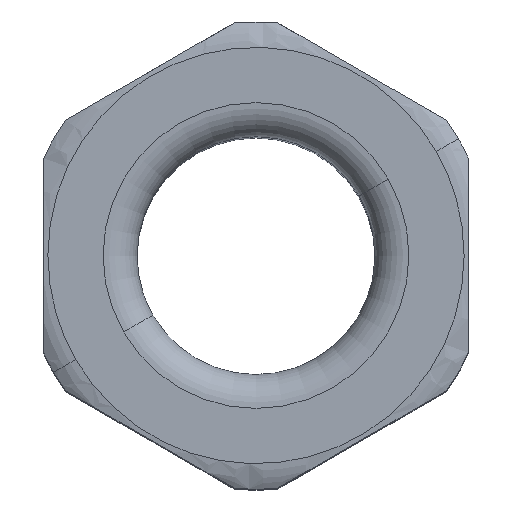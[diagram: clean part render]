
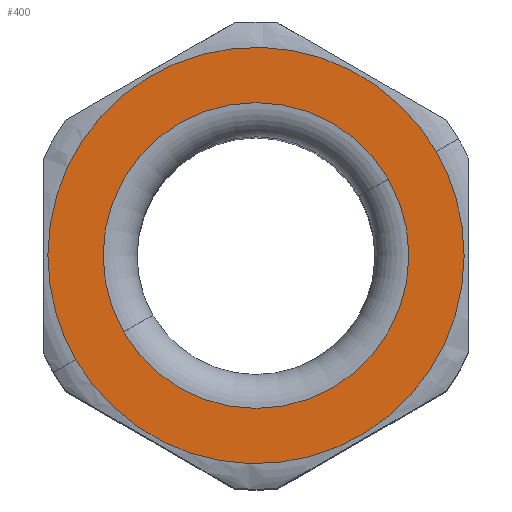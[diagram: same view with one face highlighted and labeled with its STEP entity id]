
A CAD part, top view. The second image highlights one B-rep face of the part: STEP entity #400.
In plain terms, the highlighted planar face has unit normal (0, 0, 1).
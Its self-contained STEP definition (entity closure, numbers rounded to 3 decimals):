
#249=AXIS2_PLACEMENT_3D('Circle Axis2P3D',#247,#248,$) ;
#321=AXIS2_PLACEMENT_3D('Circle Axis2P3D',#319,#320,$) ;
#334=AXIS2_PLACEMENT_3D('Plane Axis2P3D',#331,#332,#333) ;
#244=CARTESIAN_POINT('Vertex',(20.294,18.25,49.)) ;
#247=CARTESIAN_POINT('Axis2P3D Location',(12.5,13.75,49.)) ;
#251=CARTESIAN_POINT('Vertex',(4.706,9.25,49.)) ;
#319=CARTESIAN_POINT('Axis2P3D Location',(12.5,13.75,49.)) ;
#331=CARTESIAN_POINT('Axis2P3D Location',(9.,19.812,49.)) ;
#337=CARTESIAN_POINT('Control Point',(23.109,19.875,49.)) ;
#338=CARTESIAN_POINT('Control Point',(22.509,20.914,49.)) ;
#339=CARTESIAN_POINT('Control Point',(21.781,21.88,49.)) ;
#340=CARTESIAN_POINT('Control Point',(20.938,22.752,49.)) ;
#341=CARTESIAN_POINT('Control Point',(19.057,24.271,49.)) ;
#342=CARTESIAN_POINT('Control Point',(16.864,25.291,49.)) ;
#343=CARTESIAN_POINT('Control Point',(15.71,25.664,49.)) ;
#344=CARTESIAN_POINT('Control Point',(13.335,26.119,49.)) ;
#345=CARTESIAN_POINT('Control Point',(10.92,25.987,49.)) ;
#346=CARTESIAN_POINT('Control Point',(9.727,25.773,49.)) ;
#347=CARTESIAN_POINT('Control Point',(7.417,25.057,49.)) ;
#348=CARTESIAN_POINT('Control Point',(5.348,23.804,49.)) ;
#349=CARTESIAN_POINT('Control Point',(4.396,23.054,49.)) ;
#350=CARTESIAN_POINT('Control Point',(2.694,21.335,49.)) ;
#351=CARTESIAN_POINT('Control Point',(1.458,19.257,49.)) ;
#352=CARTESIAN_POINT('Control Point',(0.971,18.146,49.)) ;
#353=CARTESIAN_POINT('Control Point',(0.279,15.829,49.)) ;
#354=CARTESIAN_POINT('Control Point',(0.166,13.413,49.)) ;
#355=CARTESIAN_POINT('Control Point',(0.258,12.204,49.)) ;
#356=CARTESIAN_POINT('Control Point',(0.597,10.53,49.)) ;
#357=CARTESIAN_POINT('Control Point',(1.214,8.948,49.)) ;
#358=CARTESIAN_POINT('Control Point',(1.417,8.496,49.)) ;
#359=CARTESIAN_POINT('Control Point',(1.643,8.054,49.)) ;
#360=CARTESIAN_POINT('Control Point',(1.891,7.625,49.)) ;
#361=CARTESIAN_POINT('Vertex',(23.109,19.875,49.)) ;
#363=CARTESIAN_POINT('Vertex',(1.891,7.625,49.)) ;
#367=CARTESIAN_POINT('Control Point',(1.891,7.625,49.)) ;
#368=CARTESIAN_POINT('Control Point',(2.491,6.586,49.)) ;
#369=CARTESIAN_POINT('Control Point',(3.219,5.62,49.)) ;
#370=CARTESIAN_POINT('Control Point',(4.062,4.748,49.)) ;
#371=CARTESIAN_POINT('Control Point',(5.943,3.229,49.)) ;
#372=CARTESIAN_POINT('Control Point',(8.136,2.209,49.)) ;
#373=CARTESIAN_POINT('Control Point',(9.29,1.836,49.)) ;
#374=CARTESIAN_POINT('Control Point',(11.665,1.381,49.)) ;
#375=CARTESIAN_POINT('Control Point',(14.08,1.513,49.)) ;
#376=CARTESIAN_POINT('Control Point',(15.273,1.727,49.)) ;
#377=CARTESIAN_POINT('Control Point',(17.583,2.443,49.)) ;
#378=CARTESIAN_POINT('Control Point',(19.652,3.696,49.)) ;
#379=CARTESIAN_POINT('Control Point',(20.604,4.446,49.)) ;
#380=CARTESIAN_POINT('Control Point',(22.306,6.165,49.)) ;
#381=CARTESIAN_POINT('Control Point',(23.542,8.243,49.)) ;
#382=CARTESIAN_POINT('Control Point',(24.029,9.354,49.)) ;
#383=CARTESIAN_POINT('Control Point',(24.721,11.671,49.)) ;
#384=CARTESIAN_POINT('Control Point',(24.834,14.087,49.)) ;
#385=CARTESIAN_POINT('Control Point',(24.742,15.296,49.)) ;
#386=CARTESIAN_POINT('Control Point',(24.403,16.97,49.)) ;
#387=CARTESIAN_POINT('Control Point',(23.786,18.552,49.)) ;
#388=CARTESIAN_POINT('Control Point',(23.583,19.004,49.)) ;
#389=CARTESIAN_POINT('Control Point',(23.357,19.446,49.)) ;
#390=CARTESIAN_POINT('Control Point',(23.109,19.875,49.)) ;
#248=DIRECTION('Axis2P3D Direction',(0.,0.,-1.)) ;
#320=DIRECTION('Axis2P3D Direction',(0.,0.,-1.)) ;
#332=DIRECTION('Axis2P3D Direction',(0.,0.,-1.)) ;
#333=DIRECTION('Axis2P3D XDirection',(-0.866,-0.5,0.)) ;
#393=ORIENTED_EDGE('',*,*,#365,.T.) ;
#394=ORIENTED_EDGE('',*,*,#391,.T.) ;
#397=ORIENTED_EDGE('',*,*,#253,.T.) ;
#398=ORIENTED_EDGE('',*,*,#323,.T.) ;
#399=FACE_BOUND('',#396,.T.) ;
#400=ADVANCED_FACE('Verrundung2',(#395,#399),#335,.F.) ;
#336=B_SPLINE_CURVE_WITH_KNOTS('',5,(#337,#338,#339,#340,#341,#342,#343,#344,#345,#346,#347,#348,#349,#350,#351,#352,#353,#354,#355,#356,#357,#358,#359,#360),.UNSPECIFIED.,.F.,.U.,(6,3,3,3,3,3,3,6),(0.,8.487,16.974,25.461,33.948,42.435,50.922,54.425),.UNSPECIFIED.) ;
#366=B_SPLINE_CURVE_WITH_KNOTS('',5,(#367,#368,#369,#370,#371,#372,#373,#374,#375,#376,#377,#378,#379,#380,#381,#382,#383,#384,#385,#386,#387,#388,#389,#390),.UNSPECIFIED.,.F.,.U.,(6,3,3,3,3,3,3,6),(0.,8.487,16.974,25.461,33.948,42.435,50.922,54.425),.UNSPECIFIED.) ;
#250=CIRCLE('generated circle',#249,9.) ;
#322=CIRCLE('generated circle',#321,9.) ;
#253=EDGE_CURVE('',#252,#245,#250,.T.) ;
#323=EDGE_CURVE('',#245,#252,#322,.T.) ;
#365=EDGE_CURVE('',#362,#364,#336,.T.) ;
#391=EDGE_CURVE('',#364,#362,#366,.T.) ;
#392=EDGE_LOOP('',(#393,#394)) ;
#396=EDGE_LOOP('',(#397,#398)) ;
#395=FACE_OUTER_BOUND('',#392,.T.) ;
#335=PLANE('',#334) ;
#245=VERTEX_POINT('',#244) ;
#252=VERTEX_POINT('',#251) ;
#362=VERTEX_POINT('',#361) ;
#364=VERTEX_POINT('',#363) ;
